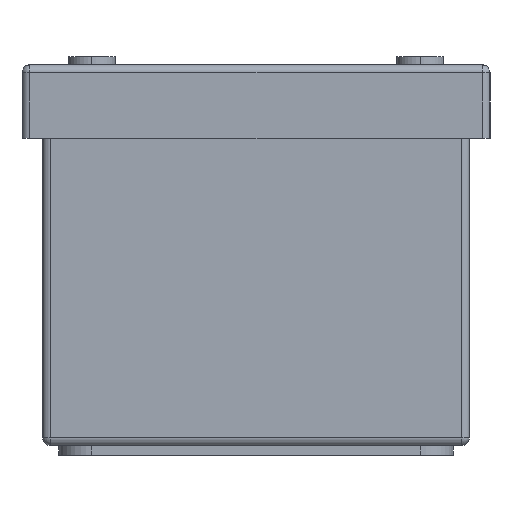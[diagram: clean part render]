
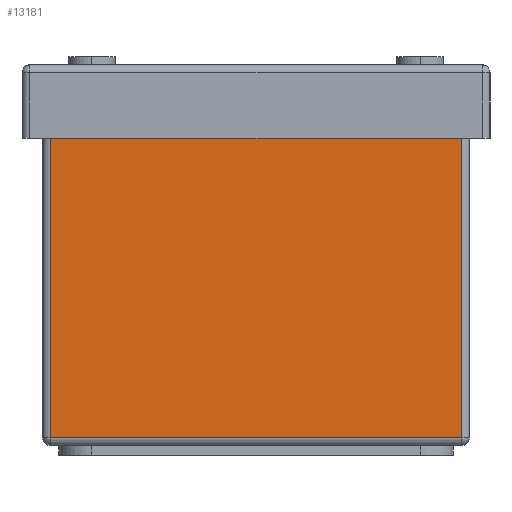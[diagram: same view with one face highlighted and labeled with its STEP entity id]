
A CAD part, left-side view. The second image highlights one B-rep face of the part: STEP entity #13181.
In plain terms, the highlighted planar face has unit normal (-1, 0, 0).
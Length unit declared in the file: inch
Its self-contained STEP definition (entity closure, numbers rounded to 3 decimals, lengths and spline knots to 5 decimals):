
#37 = DIRECTION ( 'NONE',  ( 0., 1., 0. ) ) ;
#209 = VERTEX_POINT ( 'NONE', #6621 ) ;
#488 = CARTESIAN_POINT ( 'NONE',  ( 0., 0.06, 2.75 ) ) ;
#676 = DIRECTION ( 'NONE',  ( 0., 0., -1. ) ) ;
#1368 = EDGE_CURVE ( 'NONE', #13387, #6337, #6494, .T. ) ;
#1701 = DIRECTION ( 'NONE',  ( 0., -1., 0. ) ) ;
#1719 = AXIS2_PLACEMENT_3D ( 'NONE', #5717, #3545, #37 ) ;
#2369 = LINE ( 'NONE', #6836, #6289 ) ;
#3545 = DIRECTION ( 'NONE',  ( 1., 0., 0. ) ) ;
#3711 = ORIENTED_EDGE ( 'NONE', *, *, #4941, .T. ) ;
#3996 = CARTESIAN_POINT ( 'NONE',  ( 0., 3.19, 0.06 ) ) ;
#4824 = FACE_OUTER_BOUND ( 'NONE', #9553, .T. ) ;
#4941 = EDGE_CURVE ( 'NONE', #7016, #13387, #2369, .T. ) ;
#5057 = EDGE_CURVE ( 'NONE', #7016, #209, #6167, .T. ) ;
#5072 = EDGE_CURVE ( 'NONE', #6337, #209, #7343, .T. ) ;
#5717 = CARTESIAN_POINT ( 'NONE',  ( 0., 3.19, 2.75 ) ) ;
#6167 = LINE ( 'NONE', #488, #8688 ) ;
#6289 = VECTOR ( 'NONE', #11438, 39.37008 ) ;
#6337 = VERTEX_POINT ( 'NONE', #13440 ) ;
#6494 = LINE ( 'NONE', #11022, #9870 ) ;
#6621 = CARTESIAN_POINT ( 'NONE',  ( 0., 0.06, 0.06 ) ) ;
#6836 = CARTESIAN_POINT ( 'NONE',  ( 0., 3.19, 2.69 ) ) ;
#7016 = VERTEX_POINT ( 'NONE', #10218 ) ;
#7254 = VECTOR ( 'NONE', #1701, 39.37008 ) ;
#7337 = ORIENTED_EDGE ( 'NONE', *, *, #5057, .F. ) ;
#7343 = LINE ( 'NONE', #3996, #7254 ) ;
#8688 = VECTOR ( 'NONE', #9575, 39.37008 ) ;
#9553 = EDGE_LOOP ( 'NONE', ( #7337, #3711, #11233, #12936 ) ) ;
#9575 = DIRECTION ( 'NONE',  ( 0., 0., -1. ) ) ;
#9870 = VECTOR ( 'NONE', #676, 39.37008 ) ;
#10218 = CARTESIAN_POINT ( 'NONE',  ( 0., 0.06, 2.69 ) ) ;
#11022 = CARTESIAN_POINT ( 'NONE',  ( 0., 3.19, 2.75 ) ) ;
#11233 = ORIENTED_EDGE ( 'NONE', *, *, #1368, .T. ) ;
#11438 = DIRECTION ( 'NONE',  ( 0., 1., 0. ) ) ;
#12700 = PLANE ( 'NONE',  #1719 ) ;
#12936 = ORIENTED_EDGE ( 'NONE', *, *, #5072, .T. ) ;
#13181 = ADVANCED_FACE ( 'NONE', ( #4824 ), #12700, .F. ) ;
#13201 = CARTESIAN_POINT ( 'NONE',  ( 0., 3.19, 2.69 ) ) ;
#13387 = VERTEX_POINT ( 'NONE', #13201 ) ;
#13440 = CARTESIAN_POINT ( 'NONE',  ( 0., 3.19, 0.06 ) ) ;
